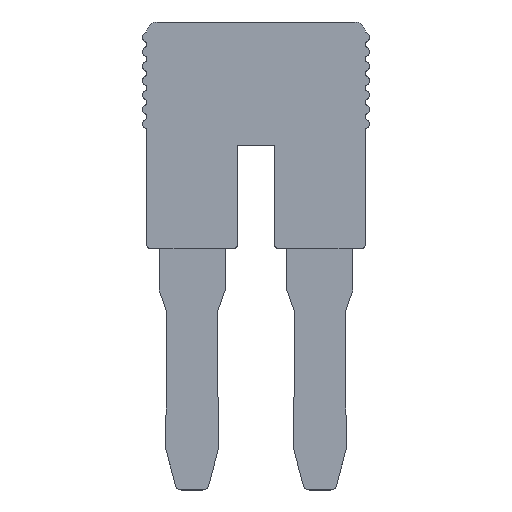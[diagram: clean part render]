
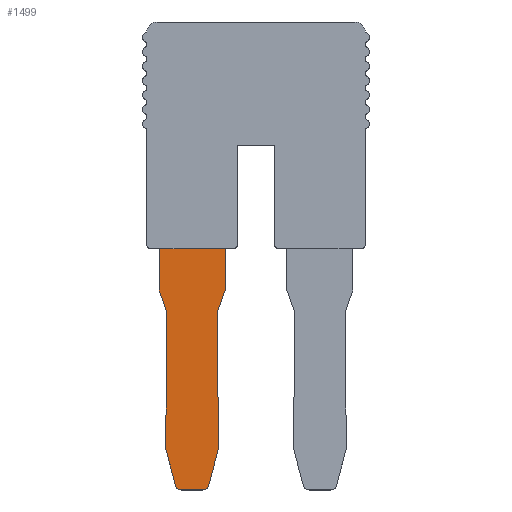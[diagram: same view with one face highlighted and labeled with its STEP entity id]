
A CAD part, top view. The second image highlights one B-rep face of the part: STEP entity #1499.
In plain terms, the highlighted planar face has unit normal (0, 0, 1).
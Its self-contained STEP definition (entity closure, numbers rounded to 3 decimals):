
#230=DIRECTION('',(0.,-1.,0.));
#231=VECTOR('',#230,2.);
#232=CARTESIAN_POINT('',(-4.7,0.35,1.));
#233=LINE('',#232,#231);
#254=DIRECTION('',(-1.,0.,0.));
#255=VECTOR('',#254,3.2);
#256=CARTESIAN_POINT('',(-1.5,0.35,1.));
#257=LINE('',#256,#255);
#270=DIRECTION('',(0.,1.,0.));
#271=VECTOR('',#270,2.);
#272=CARTESIAN_POINT('',(-1.5,-1.65,1.));
#273=LINE('',#272,#271);
#282=DIRECTION('',(0.33,0.944,0.));
#283=VECTOR('',#282,1.059);
#284=CARTESIAN_POINT('',(-1.85,-2.65,1.));
#285=LINE('',#284,#283);
#294=DIRECTION('',(0.,1.,0.));
#295=VECTOR('',#294,3.644);
#296=CARTESIAN_POINT('',(-1.85,-6.294,1.));
#297=LINE('',#296,#295);
#306=DIRECTION('',(-0.012,1.,0.));
#307=VECTOR('',#306,2.557);
#308=CARTESIAN_POINT('',(-1.82,-8.85,1.));
#309=LINE('',#308,#307);
#318=DIRECTION('',(0.,1.,0.));
#319=VECTOR('',#318,0.5);
#320=CARTESIAN_POINT('',(-1.82,-9.35,1.));
#321=LINE('',#320,#319);
#330=DIRECTION('',(0.258,0.966,0.));
#331=VECTOR('',#330,1.84);
#332=CARTESIAN_POINT('',(-2.294,-11.128,1.));
#333=LINE('',#332,#331);
#343=CARTESIAN_POINT('',(-2.584,-11.05,1.));
#344=DIRECTION('',(0.,0.,1.));
#345=DIRECTION('',(0.,-1.,0.));
#346=AXIS2_PLACEMENT_3D('',#343,#344,#345);
#356=DIRECTION('',(1.,0.,0.));
#357=VECTOR('',#356,1.031);
#358=CARTESIAN_POINT('',(-3.616,-11.35,1.));
#359=LINE('',#358,#357);
#369=CARTESIAN_POINT('',(-3.616,-11.05,1.));
#370=DIRECTION('',(0.,0.,1.));
#371=DIRECTION('',(-0.966,-0.258,0.));
#372=AXIS2_PLACEMENT_3D('',#369,#370,#371);
#382=DIRECTION('',(0.258,-0.966,0.));
#383=VECTOR('',#382,1.84);
#384=CARTESIAN_POINT('',(-4.38,-9.35,1.));
#385=LINE('',#384,#383);
#394=DIRECTION('',(0.,-1.,0.));
#395=VECTOR('',#394,0.5);
#396=CARTESIAN_POINT('',(-4.38,-8.85,1.));
#397=LINE('',#396,#395);
#406=DIRECTION('',(-0.012,-1.,0.));
#407=VECTOR('',#406,2.557);
#408=CARTESIAN_POINT('',(-4.35,-6.294,1.));
#409=LINE('',#408,#407);
#418=DIRECTION('',(0.,-1.,0.));
#419=VECTOR('',#418,3.644);
#420=CARTESIAN_POINT('',(-4.35,-2.65,1.));
#421=LINE('',#420,#419);
#430=DIRECTION('',(0.33,-0.944,0.));
#431=VECTOR('',#430,1.059);
#432=CARTESIAN_POINT('',(-4.7,-1.65,1.));
#433=LINE('',#432,#431);
#1090=CARTESIAN_POINT('',(-4.7,0.35,1.));
#1091=CARTESIAN_POINT('',(-4.7,-1.65,1.));
#1092=VERTEX_POINT('',#1090);
#1093=VERTEX_POINT('',#1091);
#1094=CARTESIAN_POINT('',(-4.35,-2.65,1.));
#1095=VERTEX_POINT('',#1094);
#1096=CARTESIAN_POINT('',(-4.35,-6.294,1.));
#1097=VERTEX_POINT('',#1096);
#1098=CARTESIAN_POINT('',(-4.38,-8.85,1.));
#1099=VERTEX_POINT('',#1098);
#1100=CARTESIAN_POINT('',(-4.38,-9.35,1.));
#1101=VERTEX_POINT('',#1100);
#1102=CARTESIAN_POINT('',(-3.906,-11.128,1.));
#1103=VERTEX_POINT('',#1102);
#1104=CARTESIAN_POINT('',(-3.616,-11.35,1.));
#1105=VERTEX_POINT('',#1104);
#1106=CARTESIAN_POINT('',(-2.584,-11.35,1.));
#1107=VERTEX_POINT('',#1106);
#1108=CARTESIAN_POINT('',(-2.294,-11.128,1.));
#1109=VERTEX_POINT('',#1108);
#1110=CARTESIAN_POINT('',(-1.82,-9.35,1.));
#1111=VERTEX_POINT('',#1110);
#1112=CARTESIAN_POINT('',(-1.82,-8.85,1.));
#1113=VERTEX_POINT('',#1112);
#1114=CARTESIAN_POINT('',(-1.85,-6.294,1.));
#1115=VERTEX_POINT('',#1114);
#1116=CARTESIAN_POINT('',(-1.85,-2.65,1.));
#1117=VERTEX_POINT('',#1116);
#1118=CARTESIAN_POINT('',(-1.5,-1.65,1.));
#1119=VERTEX_POINT('',#1118);
#1120=CARTESIAN_POINT('',(-1.5,0.35,1.));
#1121=VERTEX_POINT('',#1120);
#1462=CARTESIAN_POINT('',(0.,0.,1.));
#1463=DIRECTION('',(0.,0.,1.));
#1464=DIRECTION('',(1.,0.,0.));
#1465=AXIS2_PLACEMENT_3D('',#1462,#1463,#1464);
#1466=PLANE('',#1465);
#1467=ORIENTED_EDGE('',*,*,#1364,.F.);
#1468=ORIENTED_EDGE('',*,*,#1326,.F.);
#1470=ORIENTED_EDGE('',*,*,#1469,.F.);
#1472=ORIENTED_EDGE('',*,*,#1471,.F.);
#1474=ORIENTED_EDGE('',*,*,#1473,.F.);
#1476=ORIENTED_EDGE('',*,*,#1475,.F.);
#1478=ORIENTED_EDGE('',*,*,#1477,.F.);
#1480=ORIENTED_EDGE('',*,*,#1479,.F.);
#1482=ORIENTED_EDGE('',*,*,#1481,.F.);
#1484=ORIENTED_EDGE('',*,*,#1483,.F.);
#1486=ORIENTED_EDGE('',*,*,#1485,.F.);
#1488=ORIENTED_EDGE('',*,*,#1487,.F.);
#1490=ORIENTED_EDGE('',*,*,#1489,.F.);
#1492=ORIENTED_EDGE('',*,*,#1491,.F.);
#1494=ORIENTED_EDGE('',*,*,#1493,.F.);
#1496=ORIENTED_EDGE('',*,*,#1495,.F.);
#1497=EDGE_LOOP('',(#1467,#1468,#1470,#1472,#1474,#1476,#1478,#1480,#1482,#1484,
#1486,#1488,#1490,#1492,#1494,#1496));
#1498=FACE_OUTER_BOUND('',#1497,.F.);
#347=CIRCLE('',#346,0.3);
#373=CIRCLE('',#372,0.3);
#1326=EDGE_CURVE('',#1121,#1092,#257,.T.);
#1364=EDGE_CURVE('',#1092,#1093,#233,.T.);
#1469=EDGE_CURVE('',#1119,#1121,#273,.T.);
#1471=EDGE_CURVE('',#1117,#1119,#285,.T.);
#1473=EDGE_CURVE('',#1115,#1117,#297,.T.);
#1475=EDGE_CURVE('',#1113,#1115,#309,.T.);
#1477=EDGE_CURVE('',#1111,#1113,#321,.T.);
#1479=EDGE_CURVE('',#1109,#1111,#333,.T.);
#1481=EDGE_CURVE('',#1107,#1109,#347,.T.);
#1483=EDGE_CURVE('',#1105,#1107,#359,.T.);
#1485=EDGE_CURVE('',#1103,#1105,#373,.T.);
#1487=EDGE_CURVE('',#1101,#1103,#385,.T.);
#1489=EDGE_CURVE('',#1099,#1101,#397,.T.);
#1491=EDGE_CURVE('',#1097,#1099,#409,.T.);
#1493=EDGE_CURVE('',#1095,#1097,#421,.T.);
#1495=EDGE_CURVE('',#1093,#1095,#433,.T.);
#1499=ADVANCED_FACE('',(#1498),#1466,.T.);
